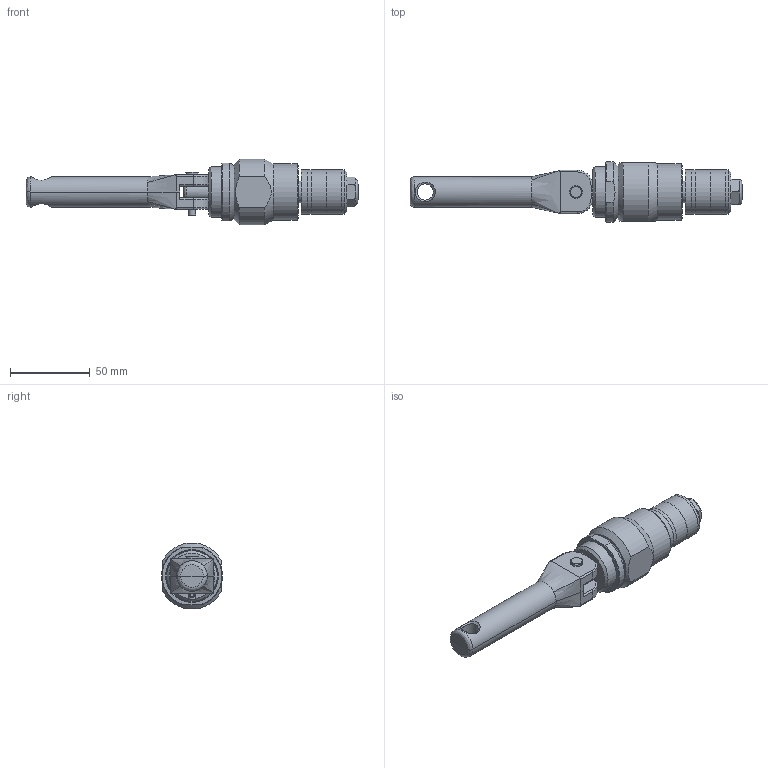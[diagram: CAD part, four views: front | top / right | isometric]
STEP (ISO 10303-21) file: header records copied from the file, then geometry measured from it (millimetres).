
FILE_DESCRIPTION(/* description */ (''),/* implementation_level */ '2;1');
FILE_NAME(/* name */ 'ZN441 CAD MODEL.stp',/* time_stamp */ '2014-10-09T10:56:15-05:00',/* author */ ('scottg'),/* organization */ ('FasTest,Inc.'),/* preprocessor_version */ 'ST-DEVELOPER v15.2',/* originating_system */ 'Autodesk Inventor 2014',/* authorisation */ '');
FILE_SCHEMA (('AUTOMOTIVE_DESIGN { 1 0 10303 214 3 1 1 }'));
Length unit declared in the file: inch
Products named in the file (5): ZN441 SOLID; 5ZN190 CADModel; H1131; 90101A250; ZN441 CAD MODEL
Bounding box: 207.72 x 38.1 x 41.26 mm (x, y, z)
Volume: 110979.3 mm3; surface area: 32088.2 mm2
Topology: 5 solids, 5 shells, 189 faces, 415 edges, 259 vertices
Faces by surface type: cylinder 66, plane 58, cone 40, torus 13, bspline 12
Full cylindrical faces by diameter (mm): 2.286 x1, 4.293 x1, 4.635 x1, 4.877 x2, 4.902 x1, 7.874 x1, 9.873 x1, 9.973 x4, 10.16 x2, 11.112 x6, 11.176 x1, 11.227 x1, 11.551 x1, 13.462 x6, 13.894 x1, 20.32 x1, 20.955 x1, 27.686 x5, 31.75 x1, 32.512 x1, 35.052 x1
Entity records: 6604 total; most frequent: CARTESIAN_POINT 2734, DIRECTION 789, ORIENTED_EDGE 674, AXIS2_PLACEMENT_3D 354, EDGE_CURVE 337, EDGE_LOOP 291, VERTEX_POINT 246, ADVANCED_FACE 189
